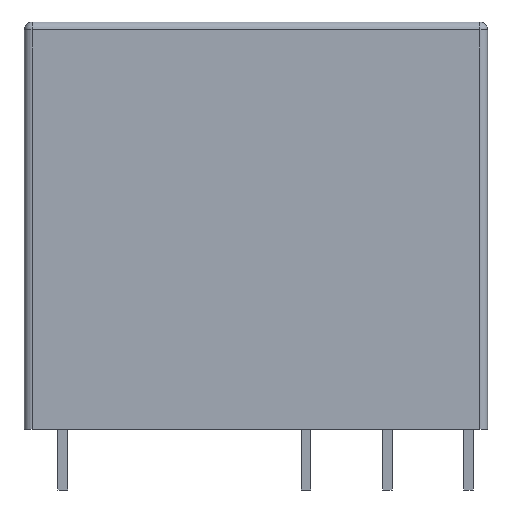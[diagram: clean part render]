
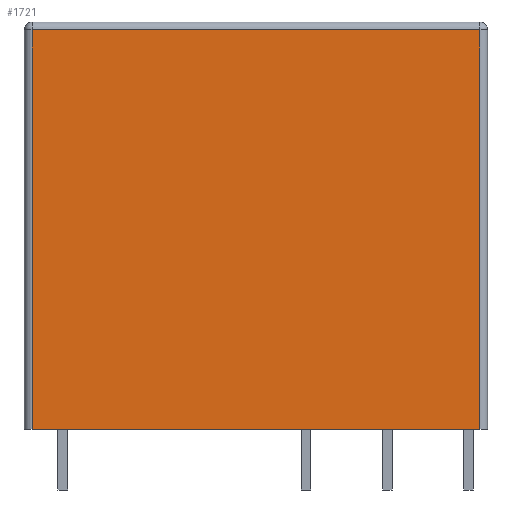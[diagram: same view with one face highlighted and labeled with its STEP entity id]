
A CAD part, front view. The second image highlights one B-rep face of the part: STEP entity #1721.
In plain terms, the highlighted free-form (B-spline) face has degree [1, 1] with [2, 2] control points.
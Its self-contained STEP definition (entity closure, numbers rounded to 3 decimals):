
#1287=CARTESIAN_POINT('',(14.,-6.35,25.0));
#1288=VERTEX_POINT('',#1287);
#1322=CARTESIAN_POINT('',(-14.0,-6.35,25.0));
#1323=VERTEX_POINT('',#1322);
#1559=CARTESIAN_POINT('',(-14.0,-6.35,0.0));
#1560=VERTEX_POINT('',#1559);
#1568=CARTESIAN_POINT('',(-14.0,-6.35,0.0));
#1569=DIRECTION('',(0.0,0.0,1.0));
#1570=VECTOR('',#1569,25.0);
#1571=LINE('',#1568,#1570);
#1572=EDGE_CURVE('',#1560,#1323,#1571,.T.);
#1590=CARTESIAN_POINT('',(-14.0,-6.35,25.0));
#1591=DIRECTION('',(1.0,0.0,0.0));
#1592=VECTOR('',#1591,28.);
#1593=LINE('',#1590,#1592);
#1594=EDGE_CURVE('',#1323,#1288,#1593,.T.);
#1611=CARTESIAN_POINT('',(14.,-6.35,0.0));
#1612=VERTEX_POINT('',#1611);
#1629=CARTESIAN_POINT('',(14.,-6.35,25.0));
#1630=DIRECTION('',(0.0,0.0,-1.0));
#1631=VECTOR('',#1630,25.0);
#1632=LINE('',#1629,#1631);
#1633=EDGE_CURVE('',#1288,#1612,#1632,.T.);
#1694=CARTESIAN_POINT('',(-14.0,-6.35,0.0));
#1695=DIRECTION('',(1.0,0.0,0.0));
#1696=VECTOR('',#1695,28.);
#1697=LINE('',#1694,#1696);
#1698=EDGE_CURVE('',#1560,#1612,#1697,.T.);
#1710=CARTESIAN_POINT('',(-14.,-6.35,0.0));
#1711=CARTESIAN_POINT('',(-14.,-6.35,25.0));
#1712=CARTESIAN_POINT('',(14.,-6.35,0.0));
#1713=CARTESIAN_POINT('',(14.,-6.35,25.0));
#1714=B_SPLINE_SURFACE_WITH_KNOTS('',1,1,((#1710,#1712),(#1711,#1713)),.UNSPECIFIED.,.F.,.F.,.U.,(2,2),(2,2),(0.0,25.0),(0.0,28.),.UNSPECIFIED.);
#1715=ORIENTED_EDGE('',*,*,#1572,.F.);
#1716=ORIENTED_EDGE('',*,*,#1698,.T.);
#1717=ORIENTED_EDGE('',*,*,#1633,.F.);
#1718=ORIENTED_EDGE('',*,*,#1594,.F.);
#1719=EDGE_LOOP('',(#1715,#1716,#1717,#1718));
#1720=FACE_OUTER_BOUND('',#1719,.T.);
#1721=ADVANCED_FACE('',(#1720),#1714,.F.);
